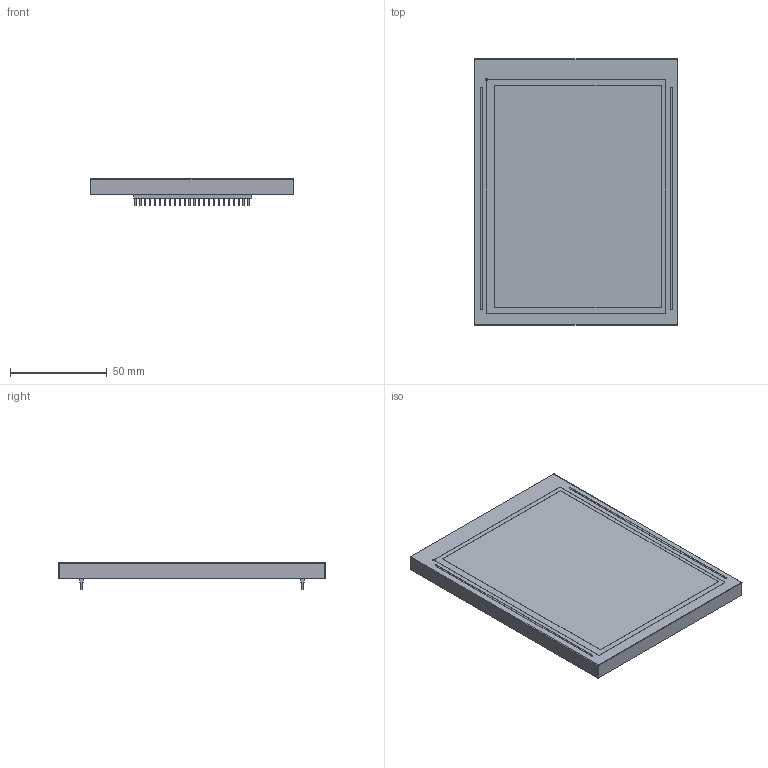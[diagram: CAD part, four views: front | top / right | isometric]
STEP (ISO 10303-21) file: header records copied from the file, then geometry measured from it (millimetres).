
FILE_DESCRIPTION(('FreeCAD Model'),'2;1');
FILE_NAME('Kub_sp.step','2017-08-08T17:11:10',( 'kicad StepUp'),('ksu MCAD'),'Open CASCADE STEP processor 7.1', 'FreeCAD','Unknown');
FILE_SCHEMA(('AUTOMOTIVE_DESIGN { 1 0 10303 214 1 1 1 1 }'));
Length unit declared in the file: millimetre
Products named in the file (1): Kub_sp
Bounding box: 105.3 x 137.8 x 14.3 mm (x, y, z)
Volume: 120229.1 mm3; surface area: 34018.3 mm2
Topology: 1 solids, 1 shells, 302 faces, 726 edges, 476 vertices
Faces by surface type: plane 278, cylinder 20, bspline 4
Entity records: 5958 total; most frequent: ORIENTED_EDGE 1096, CARTESIAN_POINT 944, EDGE_CURVE 722, LINE 680, VERTEX_POINT 476, FACE_BOUND 356, EDGE_LOOP 356, AXIS2_PLACEMENT_3D 330
